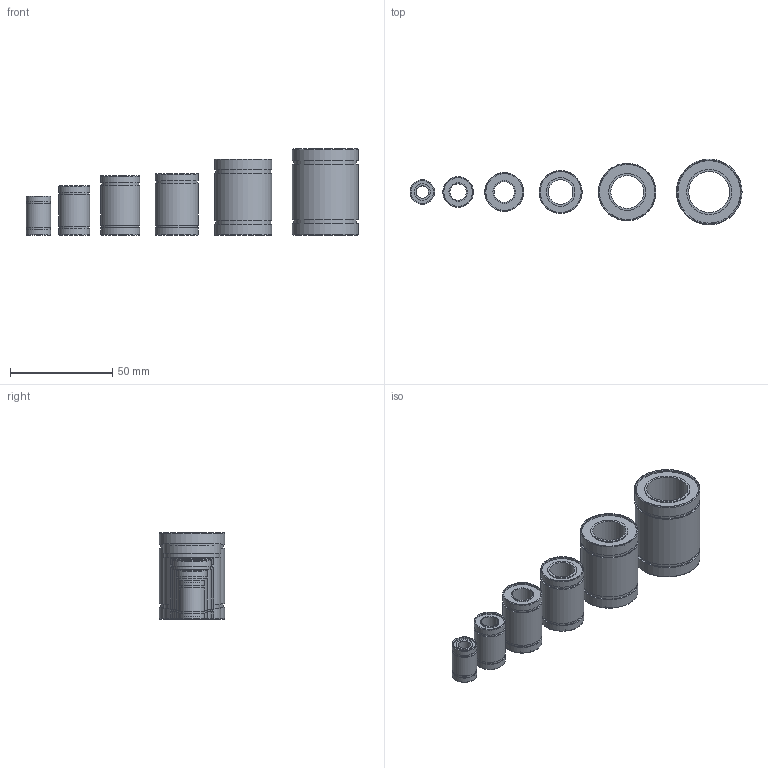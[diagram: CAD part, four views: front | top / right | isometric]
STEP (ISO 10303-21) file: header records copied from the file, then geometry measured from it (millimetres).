
FILE_DESCRIPTION(('HOOPS Exchange Step'),'2;1');
FILE_NAME('temp_export','2021-01-12T17:30:07+01:00',('mobile'),('Shapr3D Limited'),'HOOPS Exchange 2020.2','Shapr3D','Authorized');
FILE_SCHEMA( ('AP203_CONFIGURATION_CONTROLLED_3D_DESIGN_OF_MECHANICAL_PARTS_AND_ASSEMBLIES_MIM_LF') );
Length unit declared in the file: millimetre
Products named in the file (1): 8560C7C1-7648-46ED-949C-D508D867AC1A.tmp
Bounding box: 162 x 32 x 42 mm (x, y, z)
Volume: 50441.2 mm3; surface area: 25009.7 mm2
Topology: 6 solids, 6 shells, 132 faces, 336 edges, 252 vertices
Faces by surface type: cylinder 60, plane 48, torus 24
Full cylindrical faces by diameter (mm): 6 x1, 8 x3, 9 x2, 10 x1, 11 x4, 11.5 x2, 12 x4, 14 x4, 14.3 x2, 15 x3, 16 x1, 18 x6, 19 x3, 20 x5, 21 x3, 22 x2, 27 x4, 28 x3, 30.5 x4, 32 x3
Entity records: 4392 total; most frequent: DIRECTION 878, CARTESIAN_POINT 721, ORIENTED_EDGE 672, AXIS2_PLACEMENT_3D 409, EDGE_CURVE 336, CIRCLE 276, VERTEX_POINT 252, EDGE_LOOP 180
